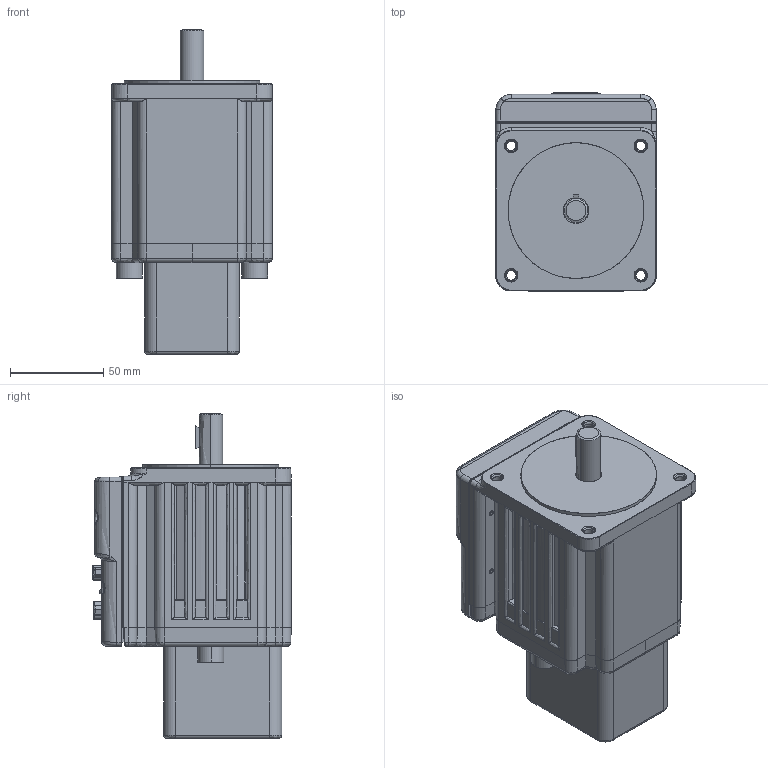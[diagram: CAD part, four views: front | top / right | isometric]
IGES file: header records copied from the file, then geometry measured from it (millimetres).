
Start section: SolidWorks IGES file using analytic representation for surfaces
Global section: file name: SM34165DT-BRK-C-AD1.IGS; native system: SolidWorks 2010; preprocessor: SolidWorks 2010; author: mtran; date: 101013.120313; units: inch
Bounding box: 86.36 x 106.58 x 174.4 mm (x, y, z)
Surface area: 82519.2 mm2 (no closed solid volume)
Topology: 0 solids, 0 shells, 1060 faces, 13519 edges, 13503 vertices
Faces by surface type: revolution 582, bspline 478
